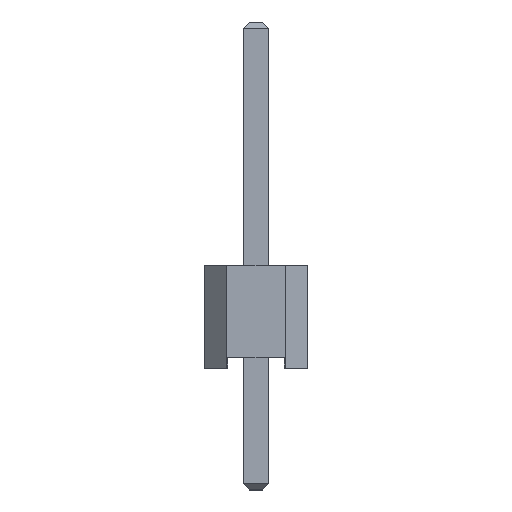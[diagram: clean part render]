
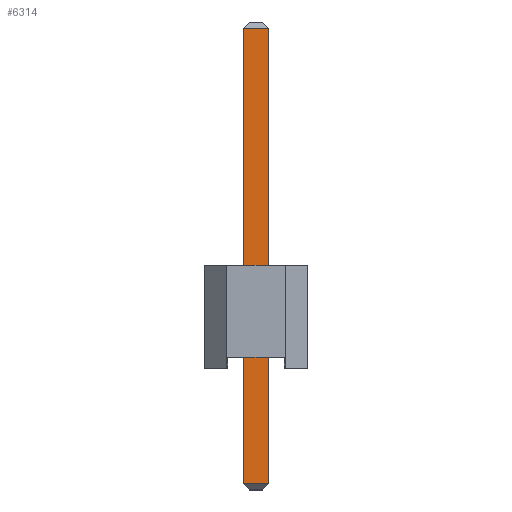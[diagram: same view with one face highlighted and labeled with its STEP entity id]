
A CAD part, left-side view. The second image highlights one B-rep face of the part: STEP entity #6314.
In plain terms, the highlighted planar face has unit normal (-1, 0, 0).
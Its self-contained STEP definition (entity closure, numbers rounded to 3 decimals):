
#98=FACE_OUTER_BOUND('',#490,.T.);
#490=EDGE_LOOP('',(#4221,#4222,#4223,#4224));
#893=LINE('',#8881,#1789);
#907=LINE('',#8907,#1803);
#918=LINE('',#8930,#1814);
#920=LINE('',#8933,#1816);
#1789=VECTOR('',#7186,10.);
#1803=VECTOR('',#7208,10.);
#1814=VECTOR('',#7231,10.);
#1816=VECTOR('',#7235,10.);
#2673=VERTEX_POINT('',#8879);
#2674=VERTEX_POINT('',#8880);
#2682=VERTEX_POINT('',#8905);
#2686=VERTEX_POINT('',#8918);
#3245=EDGE_CURVE('',#2673,#2674,#893,.T.);
#3259=EDGE_CURVE('',#2673,#2682,#907,.T.);
#3270=EDGE_CURVE('',#2686,#2682,#918,.T.);
#3272=EDGE_CURVE('',#2674,#2686,#920,.T.);
#4221=ORIENTED_EDGE('',*,*,#3245,.F.);
#4222=ORIENTED_EDGE('',*,*,#3259,.T.);
#4223=ORIENTED_EDGE('',*,*,#3270,.F.);
#4224=ORIENTED_EDGE('',*,*,#3272,.F.);
#5922=PLANE('',#6748);
#6314=ADVANCED_FACE('',(#98),#5922,.T.);
#6748=AXIS2_PLACEMENT_3D('',#8932,#7233,#7234);
#7186=DIRECTION('',(0.,1.,0.));
#7208=DIRECTION('',(0.,0.,1.));
#7231=DIRECTION('',(0.,-1.,0.));
#7233=DIRECTION('center_axis',(-1.,0.,0.));
#7234=DIRECTION('ref_axis',(0.,-1.,0.));
#7235=DIRECTION('',(0.,0.,1.));
#8879=CARTESIAN_POINT('',(-16.83,-0.32,-2.8));
#8880=CARTESIAN_POINT('',(-16.83,0.32,-2.8));
#8881=CARTESIAN_POINT('',(-16.83,0.16,-2.8));
#8905=CARTESIAN_POINT('',(-16.83,-0.32,8.44));
#8907=CARTESIAN_POINT('',(-16.83,-0.32,-2.95));
#8918=CARTESIAN_POINT('',(-16.83,0.32,8.44));
#8930=CARTESIAN_POINT('',(-16.83,0.16,8.44));
#8932=CARTESIAN_POINT('Origin',(-16.83,0.32,-2.95));
#8933=CARTESIAN_POINT('',(-16.83,0.32,-2.95));
